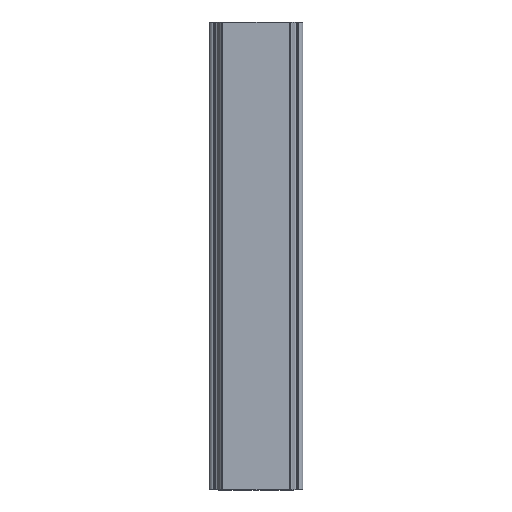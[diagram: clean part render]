
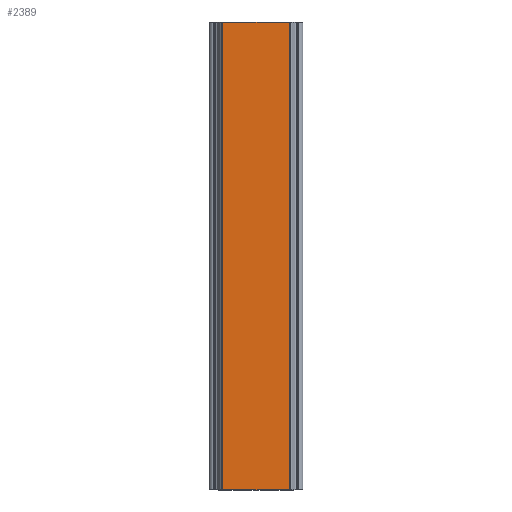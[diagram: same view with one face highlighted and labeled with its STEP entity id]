
A CAD part, top view. The second image highlights one B-rep face of the part: STEP entity #2389.
In plain terms, the highlighted planar face has unit normal (0, 0, 1).
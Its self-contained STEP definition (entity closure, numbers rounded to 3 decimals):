
#289 = LINE ( 'NONE', #353, #2484 ) ;
#353 = CARTESIAN_POINT ( 'NONE',  ( -16., 0., -8.8 ) ) ;
#355 = DIRECTION ( 'NONE',  ( -1., 0., 0. ) ) ;
#358 = EDGE_CURVE ( 'NONE', #3320, #1049, #2154, .T. ) ;
#455 = AXIS2_PLACEMENT_3D ( 'NONE', #2186, #1585, #1873 ) ;
#471 = FACE_OUTER_BOUND ( 'NONE', #2482, .T. ) ;
#529 = VERTEX_POINT ( 'NONE', #854 ) ;
#854 = CARTESIAN_POINT ( 'NONE',  ( -16., 200., -8.8 ) ) ;
#1049 = VERTEX_POINT ( 'NONE', #1506 ) ;
#1085 = VECTOR ( 'NONE', #1304, 1000. ) ;
#1117 = VECTOR ( 'NONE', #3546, 1000. ) ;
#1304 = DIRECTION ( 'NONE',  ( 0., 1., 0. ) ) ;
#1381 = EDGE_CURVE ( 'NONE', #529, #3949, #289, .T. ) ;
#1497 = EDGE_CURVE ( 'NONE', #3949, #3320, #2672, .T. ) ;
#1506 = CARTESIAN_POINT ( 'NONE',  ( 16., 200., -8.8 ) ) ;
#1585 = DIRECTION ( 'NONE',  ( 0., 0., 1. ) ) ;
#1737 = LINE ( 'NONE', #3501, #4076 ) ;
#1873 = DIRECTION ( 'NONE',  ( 1., 0., 0. ) ) ;
#1967 = ORIENTED_EDGE ( 'NONE', *, *, #358, .T. ) ;
#2154 = LINE ( 'NONE', #2260, #1085 ) ;
#2186 = CARTESIAN_POINT ( 'NONE',  ( -16., 0., -8.8 ) ) ;
#2260 = CARTESIAN_POINT ( 'NONE',  ( 16., 0., -8.8 ) ) ;
#2389 = ADVANCED_FACE ( 'NONE', ( #471 ), #3160, .T. ) ;
#2482 = EDGE_LOOP ( 'NONE', ( #2762, #1967, #3125, #3441 ) ) ;
#2484 = VECTOR ( 'NONE', #3162, 1000. ) ;
#2672 = LINE ( 'NONE', #3243, #1117 ) ;
#2762 = ORIENTED_EDGE ( 'NONE', *, *, #1497, .T. ) ;
#2821 = CARTESIAN_POINT ( 'NONE',  ( 16., 0., -8.8 ) ) ;
#2863 = EDGE_CURVE ( 'NONE', #1049, #529, #1737, .T. ) ;
#3125 = ORIENTED_EDGE ( 'NONE', *, *, #2863, .T. ) ;
#3160 = PLANE ( 'NONE',  #455 ) ;
#3162 = DIRECTION ( 'NONE',  ( 0., -1., 0. ) ) ;
#3190 = CARTESIAN_POINT ( 'NONE',  ( -16., 0., -8.8 ) ) ;
#3243 = CARTESIAN_POINT ( 'NONE',  ( -16., 0., -8.8 ) ) ;
#3320 = VERTEX_POINT ( 'NONE', #2821 ) ;
#3441 = ORIENTED_EDGE ( 'NONE', *, *, #1381, .T. ) ;
#3501 = CARTESIAN_POINT ( 'NONE',  ( -16., 200., -8.8 ) ) ;
#3546 = DIRECTION ( 'NONE',  ( 1., 0., 0. ) ) ;
#3949 = VERTEX_POINT ( 'NONE', #3190 ) ;
#4076 = VECTOR ( 'NONE', #355, 1000. ) ;
